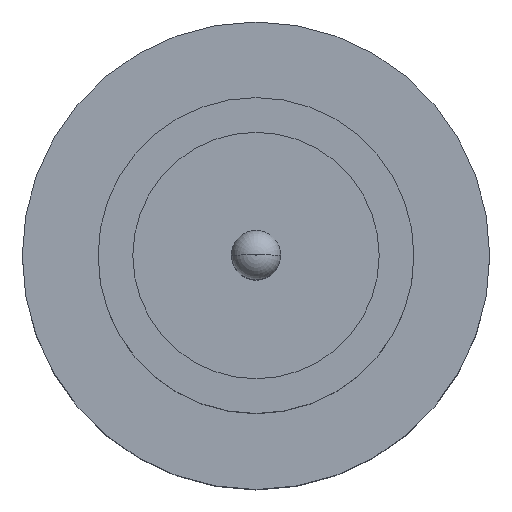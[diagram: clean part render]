
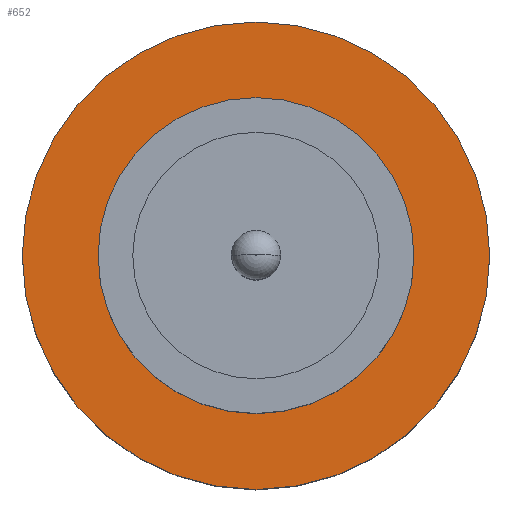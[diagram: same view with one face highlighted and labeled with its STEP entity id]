
A CAD part, top view. The second image highlights one B-rep face of the part: STEP entity #652.
In plain terms, the highlighted planar face has unit normal (0, 0, 1).
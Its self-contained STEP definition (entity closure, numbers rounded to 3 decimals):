
#69 = DIRECTION ( 'NONE',  ( 0., 0., 1. ) ) ;
#93 = DIRECTION ( 'NONE',  ( 1., 0., 0. ) ) ;
#98 = DIRECTION ( 'NONE',  ( 0., 0., 1. ) ) ;
#112 = AXIS2_PLACEMENT_3D ( 'NONE', #261, #69, #631 ) ;
#113 = CIRCLE ( 'NONE', #270, 1.25 ) ;
#153 = DIRECTION ( 'NONE',  ( 0., 0., 1. ) ) ;
#155 = CARTESIAN_POINT ( 'NONE',  ( 0., 0., 1.55 ) ) ;
#176 = FACE_BOUND ( 'NONE', #349, .T. ) ;
#243 = ORIENTED_EDGE ( 'NONE', *, *, #719, .T. ) ;
#261 = CARTESIAN_POINT ( 'NONE',  ( 0., 0., 1.55 ) ) ;
#270 = AXIS2_PLACEMENT_3D ( 'NONE', #418, #291, #542 ) ;
#271 = DIRECTION ( 'NONE',  ( 1., 0., 0. ) ) ;
#275 = EDGE_CURVE ( 'NONE', #428, #499, #774, .T. ) ;
#281 = ORIENTED_EDGE ( 'NONE', *, *, #275, .F. ) ;
#291 = DIRECTION ( 'NONE',  ( 0., 0., 1. ) ) ;
#329 = ORIENTED_EDGE ( 'NONE', *, *, #361, .F. ) ;
#330 = PLANE ( 'NONE',  #112 ) ;
#344 = EDGE_CURVE ( 'NONE', #360, #587, #805, .T. ) ;
#349 = EDGE_LOOP ( 'NONE', ( #281, #329 ) ) ;
#360 = VERTEX_POINT ( 'NONE', #595 ) ;
#361 = EDGE_CURVE ( 'NONE', #499, #428, #113, .T. ) ;
#418 = CARTESIAN_POINT ( 'NONE',  ( 0., 0., 1.55 ) ) ;
#428 = VERTEX_POINT ( 'NONE', #791 ) ;
#489 = CIRCLE ( 'NONE', #677, 1.85 ) ;
#499 = VERTEX_POINT ( 'NONE', #742 ) ;
#542 = DIRECTION ( 'NONE',  ( 1., 0., 0. ) ) ;
#571 = DIRECTION ( 'NONE',  ( 1., 0., 0. ) ) ;
#586 = DIRECTION ( 'NONE',  ( 0., 0., 1. ) ) ;
#587 = VERTEX_POINT ( 'NONE', #616 ) ;
#595 = CARTESIAN_POINT ( 'NONE',  ( 1.85, 0., 1.55 ) ) ;
#614 = FACE_OUTER_BOUND ( 'NONE', #704, .T. ) ;
#616 = CARTESIAN_POINT ( 'NONE',  ( -1.85, 0., 1.55 ) ) ;
#631 = DIRECTION ( 'NONE',  ( 1., 0., 0. ) ) ;
#652 = ADVANCED_FACE ( 'NONE', ( #176, #614 ), #330, .T. ) ;
#660 = ORIENTED_EDGE ( 'NONE', *, *, #344, .T. ) ;
#677 = AXIS2_PLACEMENT_3D ( 'NONE', #764, #153, #571 ) ;
#701 = AXIS2_PLACEMENT_3D ( 'NONE', #155, #586, #271 ) ;
#704 = EDGE_LOOP ( 'NONE', ( #243, #660 ) ) ;
#719 = EDGE_CURVE ( 'NONE', #587, #360, #489, .T. ) ;
#730 = AXIS2_PLACEMENT_3D ( 'NONE', #789, #98, #93 ) ;
#742 = CARTESIAN_POINT ( 'NONE',  ( -1.25, 0., 1.55 ) ) ;
#764 = CARTESIAN_POINT ( 'NONE',  ( 0., 0., 1.55 ) ) ;
#774 = CIRCLE ( 'NONE', #701, 1.25 ) ;
#789 = CARTESIAN_POINT ( 'NONE',  ( 0., 0., 1.55 ) ) ;
#791 = CARTESIAN_POINT ( 'NONE',  ( 1.25, 0., 1.55 ) ) ;
#805 = CIRCLE ( 'NONE', #730, 1.85 ) ;
